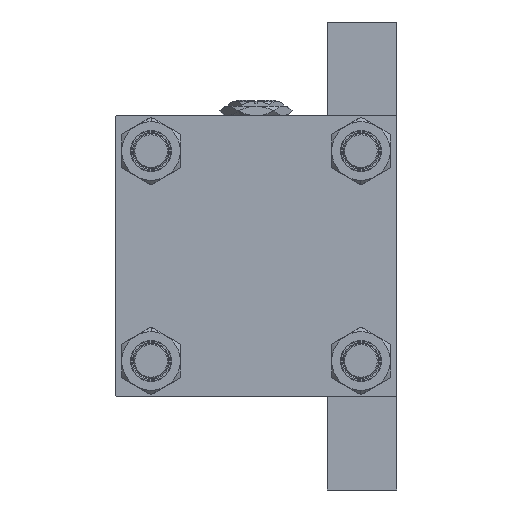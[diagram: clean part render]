
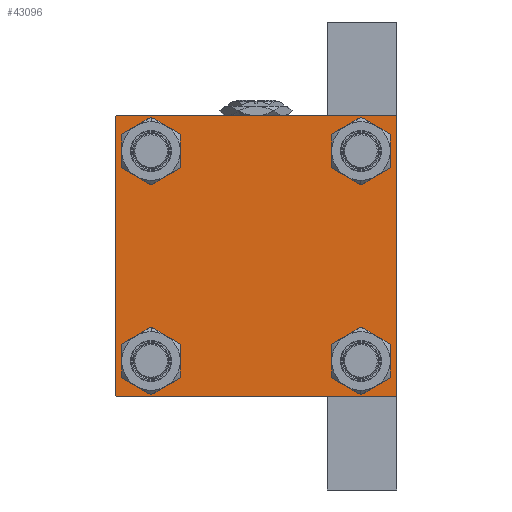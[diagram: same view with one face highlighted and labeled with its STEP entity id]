
A CAD part, left-side view. The second image highlights one B-rep face of the part: STEP entity #43096.
In plain terms, the highlighted planar face has unit normal (-1, 0, 0).
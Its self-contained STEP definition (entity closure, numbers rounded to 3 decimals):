
#761 = ORIENTED_EDGE ( 'NONE', *, *, #42986, .F. ) ;
#1140 = LINE ( 'NONE', #13923, #11975 ) ;
#2276 = AXIS2_PLACEMENT_3D ( 'NONE', #46487, #38826, #19424 ) ;
#2986 = DIRECTION ( 'NONE',  ( 0., 0.707, -0.707 ) ) ;
#3221 = DIRECTION ( 'NONE',  ( -1., 0., 0. ) ) ;
#4768 = DIRECTION ( 'NONE',  ( 0., 0., -1. ) ) ;
#4790 = CARTESIAN_POINT ( 'NONE',  ( 0., -65., -64.5 ) ) ;
#4911 = CARTESIAN_POINT ( 'NONE',  ( 0., 48.45, 56.95 ) ) ;
#5865 = DIRECTION ( 'NONE',  ( 1., 0., 0. ) ) ;
#6158 = DIRECTION ( 'NONE',  ( 1., 0., 0. ) ) ;
#6400 = VERTEX_POINT ( 'NONE', #16432 ) ;
#6750 = DIRECTION ( 'NONE',  ( 0., 0., 1. ) ) ;
#6941 = ORIENTED_EDGE ( 'NONE', *, *, #28467, .T. ) ;
#7007 = DIRECTION ( 'NONE',  ( 1., 0., 0. ) ) ;
#7252 = EDGE_CURVE ( 'NONE', #24318, #22053, #22664, .T. ) ;
#8642 = CARTESIAN_POINT ( 'NONE',  ( 0., -65., 65. ) ) ;
#8754 = AXIS2_PLACEMENT_3D ( 'NONE', #24304, #5865, #39889 ) ;
#10034 = VECTOR ( 'NONE', #4768, 1000. ) ;
#10204 = ORIENTED_EDGE ( 'NONE', *, *, #37976, .T. ) ;
#10215 = VERTEX_POINT ( 'NONE', #38254 ) ;
#10483 = CARTESIAN_POINT ( 'NONE',  ( 0., 64.75, -64.75 ) ) ;
#10811 = EDGE_CURVE ( 'NONE', #35535, #47244, #30641, .T. ) ;
#11386 = VECTOR ( 'NONE', #13545, 1000. ) ;
#11975 = VECTOR ( 'NONE', #25175, 1000. ) ;
#12243 = DIRECTION ( 'NONE',  ( 0., 0., -1. ) ) ;
#12869 = DIRECTION ( 'NONE',  ( 1., 0., 0. ) ) ;
#13239 = FACE_BOUND ( 'NONE', #44851, .T. ) ;
#13313 = CARTESIAN_POINT ( 'NONE',  ( 0., 64.5, -65. ) ) ;
#13545 = DIRECTION ( 'NONE',  ( 0., -1., 0. ) ) ;
#13923 = CARTESIAN_POINT ( 'NONE',  ( 0., -64.75, -64.75 ) ) ;
#14134 = EDGE_CURVE ( 'NONE', #44859, #41339, #26744, .T. ) ;
#14137 = ORIENTED_EDGE ( 'NONE', *, *, #24612, .T. ) ;
#15637 = ORIENTED_EDGE ( 'NONE', *, *, #16707, .T. ) ;
#16057 = DIRECTION ( 'NONE',  ( 1., 0., 0. ) ) ;
#16432 = CARTESIAN_POINT ( 'NONE',  ( 0., 64.5, 65. ) ) ;
#16556 = CARTESIAN_POINT ( 'NONE',  ( 0., 65., 65. ) ) ;
#16646 = AXIS2_PLACEMENT_3D ( 'NONE', #27632, #7007, #6750 ) ;
#16707 = EDGE_CURVE ( 'NONE', #41339, #44859, #45970, .T. ) ;
#16764 = EDGE_CURVE ( 'NONE', #17741, #35535, #47216, .T. ) ;
#17741 = VERTEX_POINT ( 'NONE', #38302 ) ;
#17952 = VECTOR ( 'NONE', #12243, 1000. ) ;
#18086 = CARTESIAN_POINT ( 'NONE',  ( 0., 64.75, 64.75 ) ) ;
#18253 = EDGE_CURVE ( 'NONE', #34404, #49770, #30520, .T. ) ;
#19412 = CARTESIAN_POINT ( 'NONE',  ( 0., 65., 65. ) ) ;
#19424 = DIRECTION ( 'NONE',  ( 0., 0., 1. ) ) ;
#19653 = CARTESIAN_POINT ( 'NONE',  ( 0., -48.45, -48.45 ) ) ;
#19887 = VERTEX_POINT ( 'NONE', #37638 ) ;
#19893 = CARTESIAN_POINT ( 'NONE',  ( 0., 48.45, 48.45 ) ) ;
#20054 = AXIS2_PLACEMENT_3D ( 'NONE', #19653, #39311, #23980 ) ;
#20207 = CARTESIAN_POINT ( 'NONE',  ( 0., 48.45, 39.95 ) ) ;
#20420 = VECTOR ( 'NONE', #34980, 1000. ) ;
#20917 = FACE_BOUND ( 'NONE', #22372, .T. ) ;
#21342 = AXIS2_PLACEMENT_3D ( 'NONE', #41183, #6158, #37341 ) ;
#21391 = EDGE_LOOP ( 'NONE', ( #10204, #30089 ) ) ;
#21504 = EDGE_CURVE ( 'NONE', #31047, #23577, #24124, .T. ) ;
#22053 = VERTEX_POINT ( 'NONE', #4911 ) ;
#22177 = PLANE ( 'NONE',  #39994 ) ;
#22253 = DIRECTION ( 'NONE',  ( 0., -0.707, -0.707 ) ) ;
#22372 = EDGE_LOOP ( 'NONE', ( #15637, #40079 ) ) ;
#22664 = CIRCLE ( 'NONE', #8754, 8.5 ) ;
#22936 = CARTESIAN_POINT ( 'NONE',  ( 0., 0., 0. ) ) ;
#23504 = ORIENTED_EDGE ( 'NONE', *, *, #10811, .T. ) ;
#23577 = VERTEX_POINT ( 'NONE', #49521 ) ;
#23980 = DIRECTION ( 'NONE',  ( 0., 0., 1. ) ) ;
#24124 = CIRCLE ( 'NONE', #20054, 8.5 ) ;
#24304 = CARTESIAN_POINT ( 'NONE',  ( 0., 48.45, 48.45 ) ) ;
#24318 = VERTEX_POINT ( 'NONE', #20207 ) ;
#24612 = EDGE_CURVE ( 'NONE', #22053, #24318, #29095, .T. ) ;
#25175 = DIRECTION ( 'NONE',  ( 0., -0.707, 0.707 ) ) ;
#25761 = ORIENTED_EDGE ( 'NONE', *, *, #32078, .T. ) ;
#26006 = ORIENTED_EDGE ( 'NONE', *, *, #16764, .T. ) ;
#26744 = CIRCLE ( 'NONE', #21342, 8.5 ) ;
#27301 = CARTESIAN_POINT ( 'NONE',  ( 0., 48.45, -39.95 ) ) ;
#27376 = ORIENTED_EDGE ( 'NONE', *, *, #7252, .T. ) ;
#27632 = CARTESIAN_POINT ( 'NONE',  ( 0., 48.45, -48.45 ) ) ;
#28467 = EDGE_CURVE ( 'NONE', #10215, #31406, #1140, .T. ) ;
#28553 = ORIENTED_EDGE ( 'NONE', *, *, #47798, .T. ) ;
#28872 = CARTESIAN_POINT ( 'NONE',  ( 0., 65., -65. ) ) ;
#29095 = CIRCLE ( 'NONE', #33192, 8.5 ) ;
#30050 = CARTESIAN_POINT ( 'NONE',  ( 0., 65., -64.5 ) ) ;
#30089 = ORIENTED_EDGE ( 'NONE', *, *, #21504, .T. ) ;
#30520 = CIRCLE ( 'NONE', #16646, 8.5 ) ;
#30641 = LINE ( 'NONE', #10483, #32824 ) ;
#30916 = CARTESIAN_POINT ( 'NONE',  ( 0., -48.45, 39.95 ) ) ;
#31047 = VERTEX_POINT ( 'NONE', #31451 ) ;
#31406 = VERTEX_POINT ( 'NONE', #4790 ) ;
#31451 = CARTESIAN_POINT ( 'NONE',  ( 0., -48.45, -56.95 ) ) ;
#32078 = EDGE_CURVE ( 'NONE', #49770, #34404, #43886, .T. ) ;
#32824 = VECTOR ( 'NONE', #22253, 1000. ) ;
#33192 = AXIS2_PLACEMENT_3D ( 'NONE', #19893, #43388, #46961 ) ;
#34404 = VERTEX_POINT ( 'NONE', #40119 ) ;
#34453 = CARTESIAN_POINT ( 'NONE',  ( 0., -64.75, 64.75 ) ) ;
#34703 = LINE ( 'NONE', #34453, #39183 ) ;
#34980 = DIRECTION ( 'NONE',  ( 0., -1., 0. ) ) ;
#35535 = VERTEX_POINT ( 'NONE', #30050 ) ;
#36427 = EDGE_CURVE ( 'NONE', #19887, #48846, #34703, .T. ) ;
#36487 = FACE_BOUND ( 'NONE', #21391, .T. ) ;
#37341 = DIRECTION ( 'NONE',  ( 0., 0., 1. ) ) ;
#37586 = CIRCLE ( 'NONE', #48174, 8.5 ) ;
#37638 = CARTESIAN_POINT ( 'NONE',  ( 0., -65., 64.5 ) ) ;
#37736 = DIRECTION ( 'NONE',  ( 0., 0., 1. ) ) ;
#37976 = EDGE_CURVE ( 'NONE', #23577, #31047, #37586, .T. ) ;
#37986 = FACE_OUTER_BOUND ( 'NONE', #39672, .T. ) ;
#37998 = LINE ( 'NONE', #18086, #41764 ) ;
#38254 = CARTESIAN_POINT ( 'NONE',  ( 0., -64.5, -65. ) ) ;
#38302 = CARTESIAN_POINT ( 'NONE',  ( 0., 65., 64.5 ) ) ;
#38796 = DIRECTION ( 'NONE',  ( 0., 0.707, 0.707 ) ) ;
#38826 = DIRECTION ( 'NONE',  ( 1., 0., 0. ) ) ;
#39183 = VECTOR ( 'NONE', #38796, 1000. ) ;
#39311 = DIRECTION ( 'NONE',  ( 1., 0., 0. ) ) ;
#39672 = EDGE_LOOP ( 'NONE', ( #26006, #23504, #41881, #6941, #761, #42556, #40813, #28553 ) ) ;
#39889 = DIRECTION ( 'NONE',  ( 0., 0., 1. ) ) ;
#39994 = AXIS2_PLACEMENT_3D ( 'NONE', #22936, #3221, #37736 ) ;
#40079 = ORIENTED_EDGE ( 'NONE', *, *, #14134, .T. ) ;
#40119 = CARTESIAN_POINT ( 'NONE',  ( 0., 48.45, -56.95 ) ) ;
#40176 = EDGE_LOOP ( 'NONE', ( #14137, #27376 ) ) ;
#40639 = LINE ( 'NONE', #28872, #11386 ) ;
#40750 = DIRECTION ( 'NONE',  ( 0., 0., 1. ) ) ;
#40813 = ORIENTED_EDGE ( 'NONE', *, *, #42967, .F. ) ;
#41044 = AXIS2_PLACEMENT_3D ( 'NONE', #43643, #16057, #40750 ) ;
#41183 = CARTESIAN_POINT ( 'NONE',  ( 0., -48.45, 48.45 ) ) ;
#41339 = VERTEX_POINT ( 'NONE', #45637 ) ;
#41764 = VECTOR ( 'NONE', #2986, 1000. ) ;
#41881 = ORIENTED_EDGE ( 'NONE', *, *, #41924, .T. ) ;
#41924 = EDGE_CURVE ( 'NONE', #47244, #10215, #40639, .T. ) ;
#42556 = ORIENTED_EDGE ( 'NONE', *, *, #36427, .T. ) ;
#42967 = EDGE_CURVE ( 'NONE', #6400, #48846, #43660, .T. ) ;
#42986 = EDGE_CURVE ( 'NONE', #19887, #31406, #46984, .T. ) ;
#43096 = ADVANCED_FACE ( 'NONE', ( #20917, #36487, #13239, #45659, #37986 ), #22177, .T. ) ;
#43282 = DIRECTION ( 'NONE',  ( 0., 0., 1. ) ) ;
#43388 = DIRECTION ( 'NONE',  ( 1., 0., 0. ) ) ;
#43643 = CARTESIAN_POINT ( 'NONE',  ( 0., -48.45, 48.45 ) ) ;
#43660 = LINE ( 'NONE', #19412, #20420 ) ;
#43886 = CIRCLE ( 'NONE', #2276, 8.5 ) ;
#44851 = EDGE_LOOP ( 'NONE', ( #25761, #46061 ) ) ;
#44859 = VERTEX_POINT ( 'NONE', #30916 ) ;
#45637 = CARTESIAN_POINT ( 'NONE',  ( 0., -48.45, 56.95 ) ) ;
#45659 = FACE_BOUND ( 'NONE', #40176, .T. ) ;
#45970 = CIRCLE ( 'NONE', #41044, 8.5 ) ;
#46061 = ORIENTED_EDGE ( 'NONE', *, *, #18253, .T. ) ;
#46182 = CARTESIAN_POINT ( 'NONE',  ( 0., -64.5, 65. ) ) ;
#46487 = CARTESIAN_POINT ( 'NONE',  ( 0., 48.45, -48.45 ) ) ;
#46961 = DIRECTION ( 'NONE',  ( 0., 0., 1. ) ) ;
#46984 = LINE ( 'NONE', #8642, #17952 ) ;
#47216 = LINE ( 'NONE', #16556, #10034 ) ;
#47244 = VERTEX_POINT ( 'NONE', #13313 ) ;
#47798 = EDGE_CURVE ( 'NONE', #6400, #17741, #37998, .T. ) ;
#47859 = CARTESIAN_POINT ( 'NONE',  ( 0., -48.45, -48.45 ) ) ;
#48174 = AXIS2_PLACEMENT_3D ( 'NONE', #47859, #12869, #43282 ) ;
#48846 = VERTEX_POINT ( 'NONE', #46182 ) ;
#49521 = CARTESIAN_POINT ( 'NONE',  ( 0., -48.45, -39.95 ) ) ;
#49770 = VERTEX_POINT ( 'NONE', #27301 ) ;
